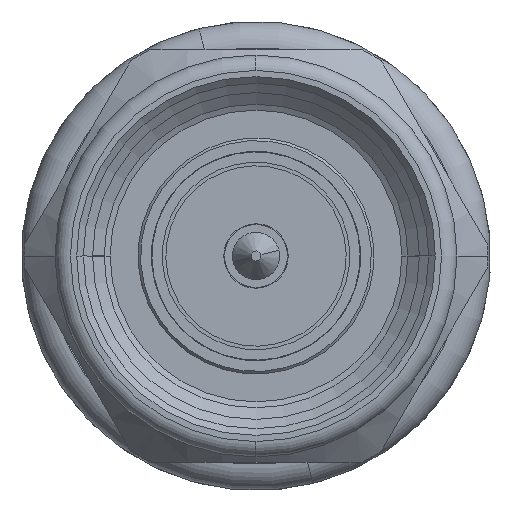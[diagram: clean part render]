
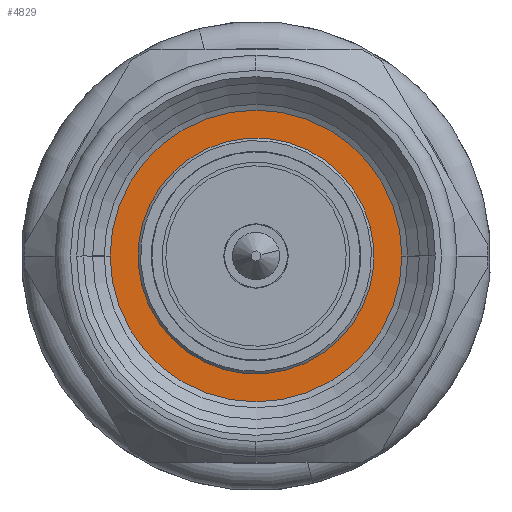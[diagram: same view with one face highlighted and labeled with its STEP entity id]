
A CAD part, left-side view. The second image highlights one B-rep face of the part: STEP entity #4829.
In plain terms, the highlighted planar face has unit normal (-1, 0, 0).
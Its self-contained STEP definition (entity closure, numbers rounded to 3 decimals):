
#67 = DIRECTION ( 'NONE',  ( 1., 0., 0. ) ) ;
#141 = CARTESIAN_POINT ( 'NONE',  ( 774.911, 446.443, 0. ) ) ;
#277 = CARTESIAN_POINT ( 'NONE',  ( 774.911, 441.153, 0. ) ) ;
#453 = CARTESIAN_POINT ( 'NONE',  ( 774.911, 444.153, 0. ) ) ;
#572 = DIRECTION ( 'NONE',  ( 0., 0., -1. ) ) ;
#583 = EDGE_CURVE ( 'NONE', #829, #4759, #3242, .T. ) ;
#602 = FACE_BOUND ( 'NONE', #934, .T. ) ;
#829 = VERTEX_POINT ( 'NONE', #141 ) ;
#934 = EDGE_LOOP ( 'NONE', ( #1015, #1406 ) ) ;
#1015 = ORIENTED_EDGE ( 'NONE', *, *, #583, .F. ) ;
#1110 = CIRCLE ( 'NONE', #4602, 2.29 ) ;
#1208 = DIRECTION ( 'NONE',  ( 0., 0., 1. ) ) ;
#1406 = ORIENTED_EDGE ( 'NONE', *, *, #2947, .F. ) ;
#1588 = DIRECTION ( 'NONE',  ( 0., 0., -1. ) ) ;
#1591 = EDGE_CURVE ( 'NONE', #2589, #3907, #2049, .T. ) ;
#1658 = ORIENTED_EDGE ( 'NONE', *, *, #4288, .F. ) ;
#1697 = DIRECTION ( 'NONE',  ( 0., 0., 1. ) ) ;
#1801 = DIRECTION ( 'NONE',  ( -1., 0., 0. ) ) ;
#2049 = CIRCLE ( 'NONE', #3876, 3. ) ;
#2128 = CARTESIAN_POINT ( 'NONE',  ( 774.911, 447.153, 0. ) ) ;
#2208 = DIRECTION ( 'NONE',  ( 0., 0., 1. ) ) ;
#2238 = PLANE ( 'NONE',  #4545 ) ;
#2531 = FACE_OUTER_BOUND ( 'NONE', #2629, .T. ) ;
#2589 = VERTEX_POINT ( 'NONE', #4125 ) ;
#2629 = EDGE_LOOP ( 'NONE', ( #4884, #1658 ) ) ;
#2739 = CARTESIAN_POINT ( 'NONE',  ( 774.911, 444.153, 0. ) ) ;
#2806 = CARTESIAN_POINT ( 'NONE',  ( 774.911, 444.153, 0. ) ) ;
#2824 = CARTESIAN_POINT ( 'NONE',  ( 774.911, 441.863, 0. ) ) ;
#2947 = EDGE_CURVE ( 'NONE', #4759, #829, #1110, .T. ) ;
#3016 = AXIS2_PLACEMENT_3D ( 'NONE', #2739, #67, #1588 ) ;
#3037 = DIRECTION ( 'NONE',  ( -1., 0., 0. ) ) ;
#3089 = CIRCLE ( 'NONE', #3016, 3. ) ;
#3242 = CIRCLE ( 'NONE', #4582, 2.29 ) ;
#3619 = CARTESIAN_POINT ( 'NONE',  ( 774.911, 444.153, 0. ) ) ;
#3876 = AXIS2_PLACEMENT_3D ( 'NONE', #3619, #4732, #572 ) ;
#3907 = VERTEX_POINT ( 'NONE', #277 ) ;
#4125 = CARTESIAN_POINT ( 'NONE',  ( 774.911, 447.153, 0. ) ) ;
#4288 = EDGE_CURVE ( 'NONE', #3907, #2589, #3089, .T. ) ;
#4366 = DIRECTION ( 'NONE',  ( -1., 0., 0. ) ) ;
#4545 = AXIS2_PLACEMENT_3D ( 'NONE', #2128, #1801, #2208 ) ;
#4582 = AXIS2_PLACEMENT_3D ( 'NONE', #453, #3037, #1208 ) ;
#4602 = AXIS2_PLACEMENT_3D ( 'NONE', #2806, #4366, #1697 ) ;
#4732 = DIRECTION ( 'NONE',  ( 1., 0., 0. ) ) ;
#4759 = VERTEX_POINT ( 'NONE', #2824 ) ;
#4829 = ADVANCED_FACE ( 'NONE', ( #2531, #602 ), #2238, .T. ) ;
#4884 = ORIENTED_EDGE ( 'NONE', *, *, #1591, .F. ) ;
